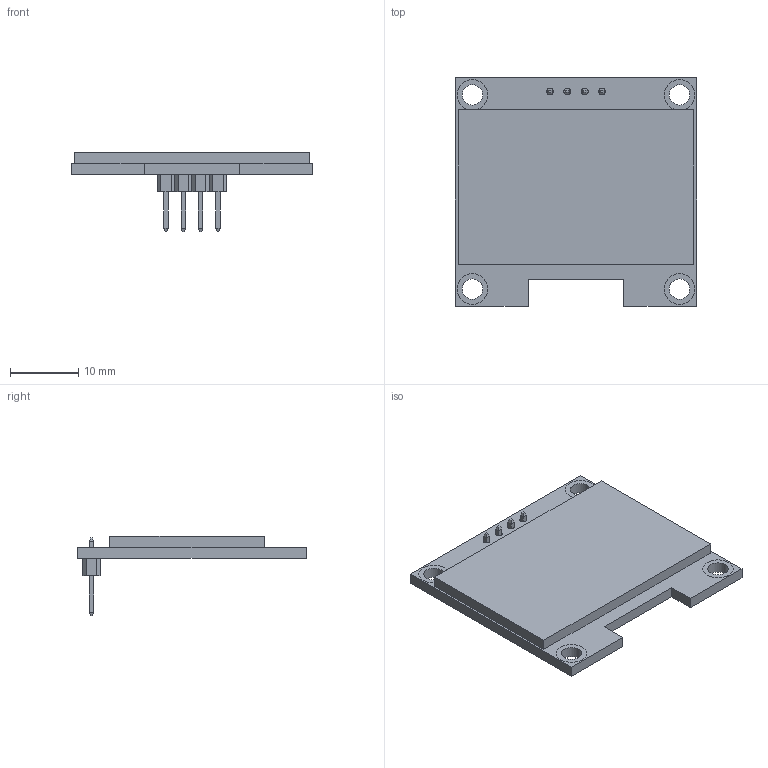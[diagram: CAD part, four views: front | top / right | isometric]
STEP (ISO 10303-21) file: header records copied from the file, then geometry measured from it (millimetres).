
FILE_DESCRIPTION( ( '' ), ' ' );
FILE_NAME( '5b0c52739e582f0fdb8a7861.step', '2018-05-28T19:03:17', ( '' ), ( '' ), ' ', ' ', ' ' );
FILE_SCHEMA( ( 'AUTOMOTIVE_DESIGN { 1 0 10303 214 1 1 1 1 }' ) );
Length unit declared in the file: metre
Products named in the file (8): Assem1; 2.54mm_pin_header; Part 1; Part 2; Part 3; Part 4; Part 5; Part 6
Assembly tree (10 placements, depth 2):
  Assem1
    2.54mm_pin_header  x4
    Part 1
    Part 2
    Part 3
    Part 4
    Part 5
    Part 6
Bounding box: 35.4 x 33.5 x 11.64 mm (x, y, z)
Volume: 3165.1 mm3; surface area: 4688.2 mm2
Topology: 10 solids, 10 shells, 152 faces, 340 edges, 216 vertices
Faces by surface type: plane 136, cylinder 16
Full cylindrical faces by diameter (mm): 1 x4, 3 x4, 4.5 x8
Entity records: 2366 total; most frequent: DIRECTION 322, CARTESIAN_POINT 307, ORIENTED_EDGE 264, EDGE_CURVE 132, AXIS2_PLACEMENT_3D 111, EDGE_LOOP 110, LINE 100, VECTOR 100
